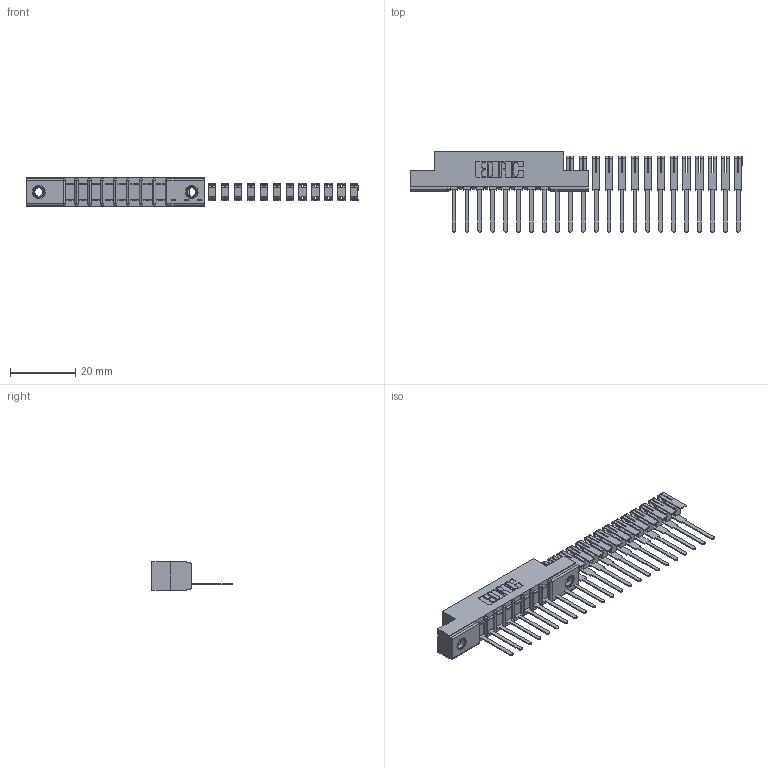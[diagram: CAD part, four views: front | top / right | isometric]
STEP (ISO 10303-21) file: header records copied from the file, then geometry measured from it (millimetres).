
FILE_DESCRIPTION (( 'STEP AP203' ), '1' );
FILE_NAME ('357-023-541-107.STEP', '2018-08-08T23:44:24', ( '' ), ( '' ), 'SwSTEP 2.0', 'SolidWorks 2016', '' );
FILE_SCHEMA (( 'CONFIG_CONTROL_DESIGN' ));
Length unit declared in the file: inch
Products named in the file (4): 307 Part_.156 Dia Mounting Holes; 307-290-002_541; 345-250-001_345-250-005-103; 357-023-541-107
Assembly tree (26 placements, depth 2):
  357-023-541-107
    307 Part_.156 Dia Mounting Holes
    307-290-002_541  x23
    345-250-001_345-250-005-103  x2
Bounding box: 101.79 x 24.59 x 8.71 mm (x, y, z)
Volume: 4090.1 mm3; surface area: 9617.8 mm2
Topology: 26 solids, 26 shells, 1589 faces, 4835 edges, 3190 vertices
Faces by surface type: plane 957, cylinder 598, sphere 18, cone 12, torus 4
Entity records: 13433 total; most frequent: CARTESIAN_POINT 2174, DIRECTION 2153, ORIENTED_EDGE 2142, EDGE_CURVE 1071, VECTOR 803, LINE 803, VERTEX_POINT 696, AXIS2_PLACEMENT_3D 675
